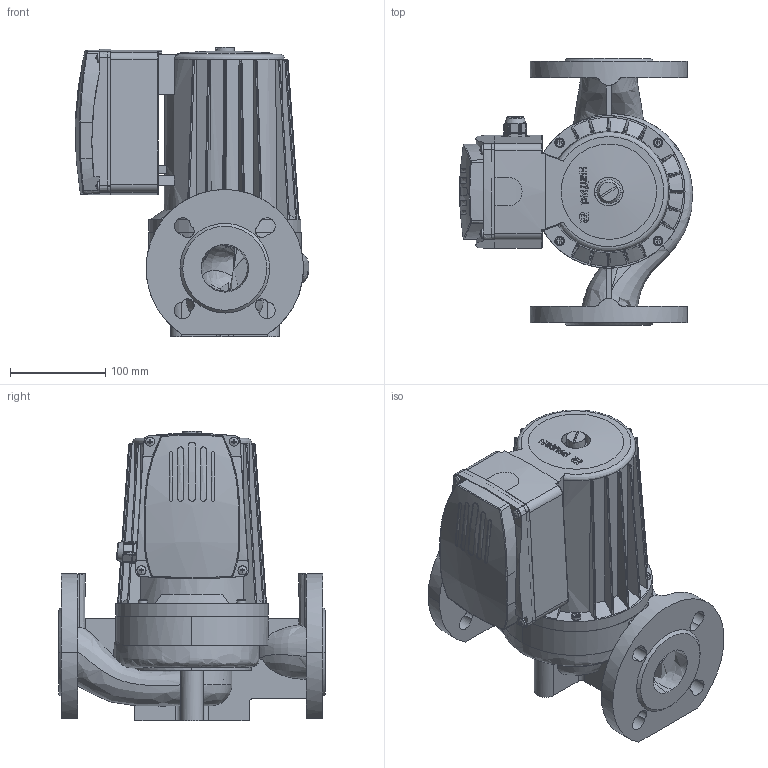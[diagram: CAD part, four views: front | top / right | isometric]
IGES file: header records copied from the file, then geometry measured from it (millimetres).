
Global section: file name: 015P1024 (RWS 50-120FT); native system: AutoCAD 2021 — Русский (Russian),62HAutod; preprocessor: esk Translation Framework DWG producer (atf_dwg_producer); organization: unknown; date: 20230326.165555; units: millimetre
Bounding box: 244.79 x 280 x 304 mm (x, y, z)
Volume: 2018420.2 mm3; surface area: 707316.9 mm2
Topology: 22 solids, 24 shells, 1430 faces, 3967 edges, 2629 vertices
Faces by surface type: bspline 1428, revolution 2
